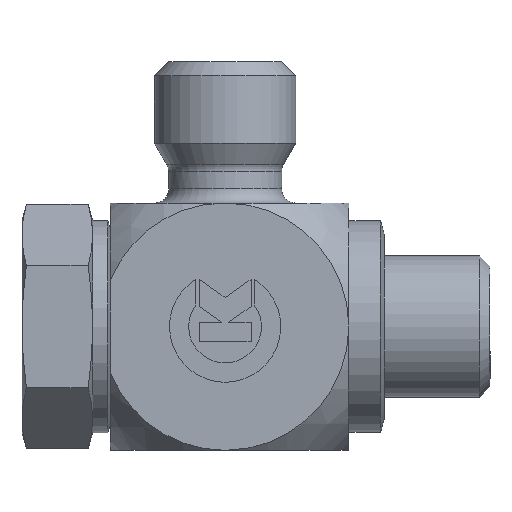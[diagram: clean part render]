
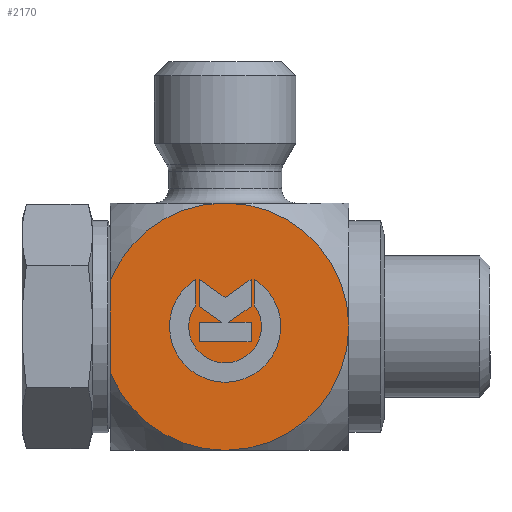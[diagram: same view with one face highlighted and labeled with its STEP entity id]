
A CAD part, left-side view. The second image highlights one B-rep face of the part: STEP entity #2170.
In plain terms, the highlighted planar face has unit normal (-1, 0, 0).
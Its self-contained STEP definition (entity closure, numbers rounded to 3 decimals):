
#1123=CARTESIAN_POINT('',(-7.0,1.654,9.681));
#1124=VERTEX_POINT('',#1123);
#1131=CARTESIAN_POINT('',(-7.,-1.654,9.681));
#1132=VERTEX_POINT('',#1131);
#1133=CARTESIAN_POINT('',(-7.,0.,7.));
#1134=DIRECTION('',(1.0,0.0,0.0));
#1135=DIRECTION('',(0.0,-0.525,-0.851));
#1136=AXIS2_PLACEMENT_3D('',#1133,#1134,#1135);
#1137=CIRCLE('',#1136,3.15);
#1138=EDGE_CURVE('',#1132,#1124,#1137,.T.);
#1163=CARTESIAN_POINT('',(-7.,-1.654,8.225));
#1164=VERTEX_POINT('',#1163);
#1165=CARTESIAN_POINT('',(-7.,-1.654,8.225));
#1166=DIRECTION('',(0.0,0.0,1.0));
#1167=VECTOR('',#1166,1.456);
#1168=LINE('',#1165,#1167);
#1169=EDGE_CURVE('',#1164,#1132,#1168,.T.);
#1195=CARTESIAN_POINT('',(-7.0,1.654,8.225));
#1196=VERTEX_POINT('',#1195);
#1197=CARTESIAN_POINT('',(-7.,0.,7.));
#1198=DIRECTION('',(-1.0,0.0,0.0));
#1199=DIRECTION('',(0.0,0.804,0.595));
#1200=AXIS2_PLACEMENT_3D('',#1197,#1198,#1199);
#1201=CIRCLE('',#1200,2.059);
#1202=EDGE_CURVE('',#1196,#1164,#1201,.T.);
#1225=CARTESIAN_POINT('',(-7.0,1.654,9.681));
#1226=DIRECTION('',(0.0,0.0,-1.0));
#1227=VECTOR('',#1226,1.456);
#1228=LINE('',#1225,#1227);
#1229=EDGE_CURVE('',#1124,#1196,#1228,.T.);
#1262=CARTESIAN_POINT('',(-7.,-1.47,6.152));
#1263=VERTEX_POINT('',#1262);
#1270=CARTESIAN_POINT('',(-7.,-1.47,7.255));
#1271=VERTEX_POINT('',#1270);
#1272=CARTESIAN_POINT('',(-7.,-1.47,7.255));
#1273=DIRECTION('',(0.0,0.0,-1.0));
#1274=VECTOR('',#1273,1.103);
#1275=LINE('',#1272,#1274);
#1276=EDGE_CURVE('',#1271,#1263,#1275,.T.);
#1301=CARTESIAN_POINT('',(-7.,-0.21,7.255));
#1302=VERTEX_POINT('',#1301);
#1303=CARTESIAN_POINT('',(-7.,-0.21,7.255));
#1304=DIRECTION('',(0.0,-1.0,0.0));
#1305=VECTOR('',#1304,1.26);
#1306=LINE('',#1303,#1305);
#1307=EDGE_CURVE('',#1302,#1271,#1306,.T.);
#1332=CARTESIAN_POINT('',(-7.,-1.47,8.137));
#1333=VERTEX_POINT('',#1332);
#1334=CARTESIAN_POINT('',(-7.,-1.47,8.137));
#1335=DIRECTION('',(0.0,0.819,-0.574));
#1336=VECTOR('',#1335,1.538);
#1337=LINE('',#1334,#1336);
#1338=EDGE_CURVE('',#1333,#1302,#1337,.T.);
#1363=CARTESIAN_POINT('',(-7.,-1.47,9.681));
#1364=VERTEX_POINT('',#1363);
#1365=CARTESIAN_POINT('',(-7.,-1.47,9.681));
#1366=DIRECTION('',(0.0,0.0,-1.0));
#1367=VECTOR('',#1366,1.544);
#1368=LINE('',#1365,#1367);
#1369=EDGE_CURVE('',#1364,#1333,#1368,.T.);
#1394=CARTESIAN_POINT('',(-7.,0.,8.651));
#1395=VERTEX_POINT('',#1394);
#1396=CARTESIAN_POINT('',(-7.,0.,8.651));
#1397=DIRECTION('',(0.0,-0.819,0.574));
#1398=VECTOR('',#1397,1.795);
#1399=LINE('',#1396,#1398);
#1400=EDGE_CURVE('',#1395,#1364,#1399,.T.);
#1425=CARTESIAN_POINT('',(-7.0,1.47,9.681));
#1426=VERTEX_POINT('',#1425);
#1427=CARTESIAN_POINT('',(-7.0,1.47,9.681));
#1428=DIRECTION('',(0.,-0.819,-0.574));
#1429=VECTOR('',#1428,1.795);
#1430=LINE('',#1427,#1429);
#1431=EDGE_CURVE('',#1426,#1395,#1430,.T.);
#1456=CARTESIAN_POINT('',(-7.0,1.47,8.137));
#1457=VERTEX_POINT('',#1456);
#1458=CARTESIAN_POINT('',(-7.0,1.47,8.137));
#1459=DIRECTION('',(0.0,0.0,1.0));
#1460=VECTOR('',#1459,1.544);
#1461=LINE('',#1458,#1460);
#1462=EDGE_CURVE('',#1457,#1426,#1461,.T.);
#1487=CARTESIAN_POINT('',(-7.,0.21,7.255));
#1488=VERTEX_POINT('',#1487);
#1489=CARTESIAN_POINT('',(-7.,0.21,7.255));
#1490=DIRECTION('',(0.0,0.819,0.574));
#1491=VECTOR('',#1490,1.538);
#1492=LINE('',#1489,#1491);
#1493=EDGE_CURVE('',#1488,#1457,#1492,.T.);
#1518=CARTESIAN_POINT('',(-7.0,1.47,7.255));
#1519=VERTEX_POINT('',#1518);
#1520=CARTESIAN_POINT('',(-7.,1.47,7.255));
#1521=DIRECTION('',(0.0,-1.0,0.0));
#1522=VECTOR('',#1521,1.26);
#1523=LINE('',#1520,#1522);
#1524=EDGE_CURVE('',#1519,#1488,#1523,.T.);
#1549=CARTESIAN_POINT('',(-7.0,1.47,6.152));
#1550=VERTEX_POINT('',#1549);
#1551=CARTESIAN_POINT('',(-7.0,1.47,6.152));
#1552=DIRECTION('',(0.0,0.0,1.0));
#1553=VECTOR('',#1552,1.103);
#1554=LINE('',#1551,#1553);
#1555=EDGE_CURVE('',#1550,#1519,#1554,.T.);
#1578=CARTESIAN_POINT('',(-7.,-1.47,6.152));
#1579=DIRECTION('',(0.0,1.0,0.0));
#1580=VECTOR('',#1579,2.941);
#1581=LINE('',#1578,#1580);
#1582=EDGE_CURVE('',#1263,#1550,#1581,.T.);
#1710=CARTESIAN_POINT('',(-7.0,0.1,14.));
#1711=VERTEX_POINT('',#1710);
#1719=CARTESIAN_POINT('',(-7.0,-0.1,14.));
#1720=VERTEX_POINT('',#1719);
#1721=CARTESIAN_POINT('',(-7.0,-0.1,14.));
#1722=DIRECTION('',(0.0,1.0,0.0));
#1723=VECTOR('',#1722,0.2);
#1724=LINE('',#1721,#1723);
#1725=EDGE_CURVE('',#1720,#1711,#1724,.T.);
#1958=CARTESIAN_POINT('',(-7.,-7.,7.1));
#1959=VERTEX_POINT('',#1958);
#1967=CARTESIAN_POINT('',(-7.,-7.,6.9));
#1968=VERTEX_POINT('',#1967);
#1969=CARTESIAN_POINT('',(-7.,-7.,6.9));
#1970=DIRECTION('',(0.0,0.0,1.0));
#1971=VECTOR('',#1970,0.2);
#1972=LINE('',#1969,#1971);
#1973=EDGE_CURVE('',#1968,#1959,#1972,.T.);
#2038=CARTESIAN_POINT('',(-7.0,6.5,9.6));
#2039=VERTEX_POINT('',#2038);
#2082=CARTESIAN_POINT('',(-7.0,6.5,4.4));
#2083=VERTEX_POINT('',#2082);
#2091=CARTESIAN_POINT('',(-7.0,6.5,9.6));
#2092=DIRECTION('',(0.0,0.0,-1.0));
#2093=VECTOR('',#2092,5.2);
#2094=LINE('',#2091,#2093);
#2095=EDGE_CURVE('',#2039,#2083,#2094,.T.);
#2103=CARTESIAN_POINT('',(-7.,-7.,0.0));
#2104=DIRECTION('',(-1.0,0.0,0.0));
#2105=DIRECTION('',(0.0,0.0,1.0));
#2106=AXIS2_PLACEMENT_3D('',#2103,#2104,#2105);
#2107=PLANE('',#2106);
#2108=ORIENTED_EDGE('',*,*,#2095,.T.);
#2109=CARTESIAN_POINT('',(-7.0,0.1,0.0));
#2110=VERTEX_POINT('',#2109);
#2111=CARTESIAN_POINT('',(-7.0,0.,7.));
#2112=DIRECTION('',(-1.0,0.0,0.0));
#2113=DIRECTION('',(0.0,0.0,-1.0));
#2114=AXIS2_PLACEMENT_3D('',#2111,#2112,#2113);
#2115=CIRCLE('',#2114,7.001);
#2116=EDGE_CURVE('',#2083,#2110,#2115,.T.);
#2117=ORIENTED_EDGE('',*,*,#2116,.T.);
#2118=CARTESIAN_POINT('',(-7.0,-0.1,0.0));
#2119=VERTEX_POINT('',#2118);
#2120=CARTESIAN_POINT('',(-7.0,-0.1,0.0));
#2121=DIRECTION('',(0.0,1.0,0.0));
#2122=VECTOR('',#2121,0.2);
#2123=LINE('',#2120,#2122);
#2124=EDGE_CURVE('',#2119,#2110,#2123,.T.);
#2125=ORIENTED_EDGE('',*,*,#2124,.F.);
#2126=CARTESIAN_POINT('',(-7.0,0.,7.));
#2127=DIRECTION('',(-1.0,0.0,0.0));
#2128=DIRECTION('',(0.0,0.0,-1.0));
#2129=AXIS2_PLACEMENT_3D('',#2126,#2127,#2128);
#2130=CIRCLE('',#2129,7.001);
#2131=EDGE_CURVE('',#2119,#1968,#2130,.T.);
#2132=ORIENTED_EDGE('',*,*,#2131,.T.);
#2133=ORIENTED_EDGE('',*,*,#1973,.T.);
#2134=CARTESIAN_POINT('',(-7.0,0.,7.));
#2135=DIRECTION('',(-1.0,0.0,0.0));
#2136=DIRECTION('',(0.0,0.0,-1.0));
#2137=AXIS2_PLACEMENT_3D('',#2134,#2135,#2136);
#2138=CIRCLE('',#2137,7.001);
#2139=EDGE_CURVE('',#1959,#1720,#2138,.T.);
#2140=ORIENTED_EDGE('',*,*,#2139,.T.);
#2141=ORIENTED_EDGE('',*,*,#1725,.T.);
#2142=CARTESIAN_POINT('',(-7.0,0.,7.));
#2143=DIRECTION('',(-1.0,0.0,0.0));
#2144=DIRECTION('',(0.0,0.0,-1.0));
#2145=AXIS2_PLACEMENT_3D('',#2142,#2143,#2144);
#2146=CIRCLE('',#2145,7.001);
#2147=EDGE_CURVE('',#1711,#2039,#2146,.T.);
#2148=ORIENTED_EDGE('',*,*,#2147,.T.);
#2149=EDGE_LOOP('',(#2108,#2117,#2125,#2132,#2133,#2140,#2141,#2148));
#2150=FACE_OUTER_BOUND('',#2149,.T.);
#2151=ORIENTED_EDGE('',*,*,#1138,.T.);
#2152=ORIENTED_EDGE('',*,*,#1229,.T.);
#2153=ORIENTED_EDGE('',*,*,#1202,.T.);
#2154=ORIENTED_EDGE('',*,*,#1169,.T.);
#2155=EDGE_LOOP('',(#2151,#2152,#2153,#2154));
#2156=FACE_BOUND('',#2155,.T.);
#2157=ORIENTED_EDGE('',*,*,#1276,.T.);
#2158=ORIENTED_EDGE('',*,*,#1582,.T.);
#2159=ORIENTED_EDGE('',*,*,#1555,.T.);
#2160=ORIENTED_EDGE('',*,*,#1524,.T.);
#2161=ORIENTED_EDGE('',*,*,#1493,.T.);
#2162=ORIENTED_EDGE('',*,*,#1462,.T.);
#2163=ORIENTED_EDGE('',*,*,#1431,.T.);
#2164=ORIENTED_EDGE('',*,*,#1400,.T.);
#2165=ORIENTED_EDGE('',*,*,#1369,.T.);
#2166=ORIENTED_EDGE('',*,*,#1338,.T.);
#2167=ORIENTED_EDGE('',*,*,#1307,.T.);
#2168=EDGE_LOOP('',(#2157,#2158,#2159,#2160,#2161,#2162,#2163,#2164,#2165,#2166,#2167));
#2169=FACE_BOUND('',#2168,.T.);
#2170=ADVANCED_FACE('',(#2150,#2156,#2169),#2107,.T.);
